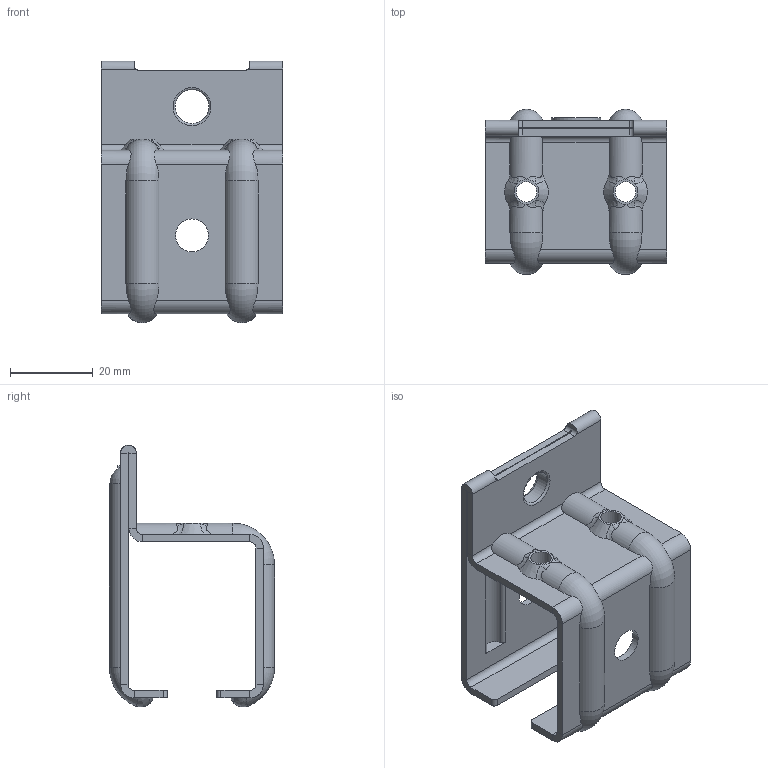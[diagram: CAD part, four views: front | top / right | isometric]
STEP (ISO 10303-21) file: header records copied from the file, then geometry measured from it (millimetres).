
FILE_DESCRIPTION(/* description */ (''),/* implementation_level */ '2;1');
FILE_NAME(/* name */ '3631.stp',/* time_stamp */ '2017-11-21T16:07:38+01:00',/* author */ ('Giuliano'),/* organization */ (''),/* preprocessor_version */ 'ST-DEVELOPER v16.5',/* originating_system */ 'Autodesk Inventor 2017',/* authorisation */ '');
FILE_SCHEMA (('AUTOMOTIVE_DESIGN { 1 0 10303 214 3 1 1 }'));
Length unit declared in the file: millimetre
Products named in the file (1): 3631_A
Bounding box: 44 x 40 x 63.36 mm (x, y, z)
Volume: 15318.2 mm3; surface area: 16156.6 mm2
Topology: 1 solids, 1 shells, 146 faces, 387 edges, 238 vertices
Faces by surface type: plane 55, cylinder 53, bspline 20, torus 8, sphere 6, cone 4
Full cylindrical faces by diameter (mm): 4.917 x2, 8 x2, 8.2 x1, 10.6 x1, 12 x1
Entity records: 5500 total; most frequent: CARTESIAN_POINT 2089, ORIENTED_EDGE 736, DIRECTION 640, EDGE_CURVE 368, AXIS2_PLACEMENT_3D 247, VERTEX_POINT 236, EDGE_LOOP 172, FACE_OUTER_BOUND 146
